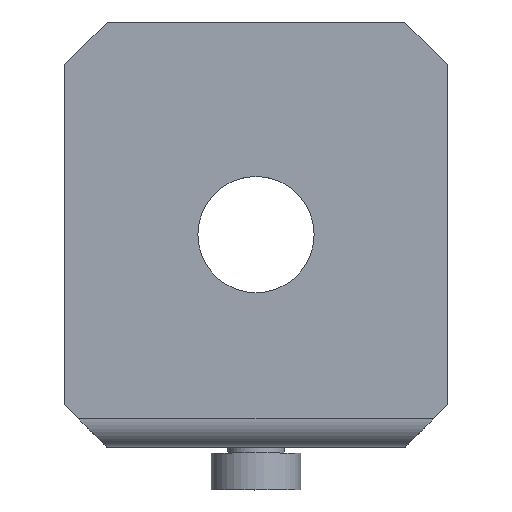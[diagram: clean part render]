
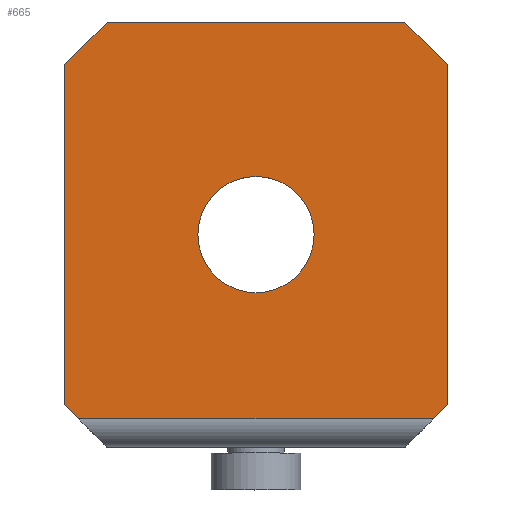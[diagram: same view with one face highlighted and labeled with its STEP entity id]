
A CAD part, top view. The second image highlights one B-rep face of the part: STEP entity #665.
In plain terms, the highlighted planar face has unit normal (0, 0, 1).
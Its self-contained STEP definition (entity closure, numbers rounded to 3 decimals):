
#604=AXIS2_PLACEMENT_3D('Plane Axis2P3D',#601,#602,#603) ;
#649=AXIS2_PLACEMENT_3D('Circle Axis2P3D',#647,#648,$) ;
#658=AXIS2_PLACEMENT_3D('Circle Axis2P3D',#656,#657,$) ;
#325=CARTESIAN_POINT('Vertex',(27.,6.,10.)) ;
#328=CARTESIAN_POINT('Line Origine',(26.5,5.5,10.)) ;
#332=CARTESIAN_POINT('Vertex',(26.,5.,10.)) ;
#477=CARTESIAN_POINT('Vertex',(1.,5.,10.)) ;
#480=CARTESIAN_POINT('Line Origine',(0.5,5.5,10.)) ;
#484=CARTESIAN_POINT('Vertex',(0.,6.,10.)) ;
#586=CARTESIAN_POINT('Vertex',(27.,30.,10.)) ;
#589=CARTESIAN_POINT('Line Origine',(27.,18.,10.)) ;
#601=CARTESIAN_POINT('Axis2P3D Location',(0.,3.,10.)) ;
#606=CARTESIAN_POINT('Line Origine',(25.5,31.5,10.)) ;
#610=CARTESIAN_POINT('Vertex',(24.,33.,10.)) ;
#613=CARTESIAN_POINT('Line Origine',(13.5,33.,10.)) ;
#617=CARTESIAN_POINT('Vertex',(3.,33.,10.)) ;
#620=CARTESIAN_POINT('Line Origine',(1.5,31.5,10.)) ;
#624=CARTESIAN_POINT('Vertex',(0.,30.,10.)) ;
#627=CARTESIAN_POINT('Line Origine',(0.,18.,10.)) ;
#632=CARTESIAN_POINT('Line Origine',(13.5,5.,10.)) ;
#647=CARTESIAN_POINT('Axis2P3D Location',(13.5,18.,10.)) ;
#651=CARTESIAN_POINT('Vertex',(9.4,18.,10.)) ;
#653=CARTESIAN_POINT('Vertex',(17.6,18.,10.)) ;
#656=CARTESIAN_POINT('Axis2P3D Location',(13.5,18.,10.)) ;
#329=DIRECTION('Vector Direction',(-0.707,-0.707,0.)) ;
#481=DIRECTION('Vector Direction',(0.707,-0.707,0.)) ;
#590=DIRECTION('Vector Direction',(0.,1.,0.)) ;
#602=DIRECTION('Axis2P3D Direction',(0.,0.,1.)) ;
#603=DIRECTION('Axis2P3D XDirection',(1.,0.,0.)) ;
#607=DIRECTION('Vector Direction',(0.707,-0.707,0.)) ;
#614=DIRECTION('Vector Direction',(-1.,0.,0.)) ;
#621=DIRECTION('Vector Direction',(0.707,0.707,0.)) ;
#628=DIRECTION('Vector Direction',(0.,-1.,0.)) ;
#633=DIRECTION('Vector Direction',(1.,0.,0.)) ;
#648=DIRECTION('Axis2P3D Direction',(0.,0.,1.)) ;
#657=DIRECTION('Axis2P3D Direction',(0.,0.,1.)) ;
#330=VECTOR('Line Direction',#329,1.) ;
#482=VECTOR('Line Direction',#481,1.) ;
#591=VECTOR('Line Direction',#590,1.) ;
#608=VECTOR('Line Direction',#607,1.) ;
#615=VECTOR('Line Direction',#614,1.) ;
#622=VECTOR('Line Direction',#621,1.) ;
#629=VECTOR('Line Direction',#628,1.) ;
#634=VECTOR('Line Direction',#633,1.) ;
#638=ORIENTED_EDGE('',*,*,#334,.F.) ;
#639=ORIENTED_EDGE('',*,*,#593,.T.) ;
#640=ORIENTED_EDGE('',*,*,#612,.F.) ;
#641=ORIENTED_EDGE('',*,*,#619,.T.) ;
#642=ORIENTED_EDGE('',*,*,#626,.F.) ;
#643=ORIENTED_EDGE('',*,*,#631,.T.) ;
#644=ORIENTED_EDGE('',*,*,#486,.F.) ;
#645=ORIENTED_EDGE('',*,*,#636,.T.) ;
#662=ORIENTED_EDGE('',*,*,#655,.F.) ;
#663=ORIENTED_EDGE('',*,*,#660,.F.) ;
#664=FACE_BOUND('',#661,.T.) ;
#665=ADVANCED_FACE('V1',(#646,#664),#605,.T.) ;
#650=CIRCLE('generated circle',#649,4.1) ;
#659=CIRCLE('generated circle',#658,4.1) ;
#334=EDGE_CURVE('',#326,#333,#331,.T.) ;
#486=EDGE_CURVE('',#478,#485,#483,.F.) ;
#593=EDGE_CURVE('',#326,#587,#592,.T.) ;
#612=EDGE_CURVE('',#611,#587,#609,.T.) ;
#619=EDGE_CURVE('',#611,#618,#616,.T.) ;
#626=EDGE_CURVE('',#625,#618,#623,.T.) ;
#631=EDGE_CURVE('',#625,#485,#630,.T.) ;
#636=EDGE_CURVE('',#478,#333,#635,.T.) ;
#655=EDGE_CURVE('',#652,#654,#650,.T.) ;
#660=EDGE_CURVE('',#654,#652,#659,.T.) ;
#637=EDGE_LOOP('',(#638,#639,#640,#641,#642,#643,#644,#645)) ;
#661=EDGE_LOOP('',(#662,#663)) ;
#646=FACE_OUTER_BOUND('',#637,.T.) ;
#331=LINE('Line',#328,#330) ;
#483=LINE('Line',#480,#482) ;
#592=LINE('Line',#589,#591) ;
#609=LINE('Line',#606,#608) ;
#616=LINE('Line',#613,#615) ;
#623=LINE('Line',#620,#622) ;
#630=LINE('Line',#627,#629) ;
#635=LINE('Line',#632,#634) ;
#605=PLANE('',#604) ;
#326=VERTEX_POINT('',#325) ;
#333=VERTEX_POINT('',#332) ;
#478=VERTEX_POINT('',#477) ;
#485=VERTEX_POINT('',#484) ;
#587=VERTEX_POINT('',#586) ;
#611=VERTEX_POINT('',#610) ;
#618=VERTEX_POINT('',#617) ;
#625=VERTEX_POINT('',#624) ;
#652=VERTEX_POINT('',#651) ;
#654=VERTEX_POINT('',#653) ;
